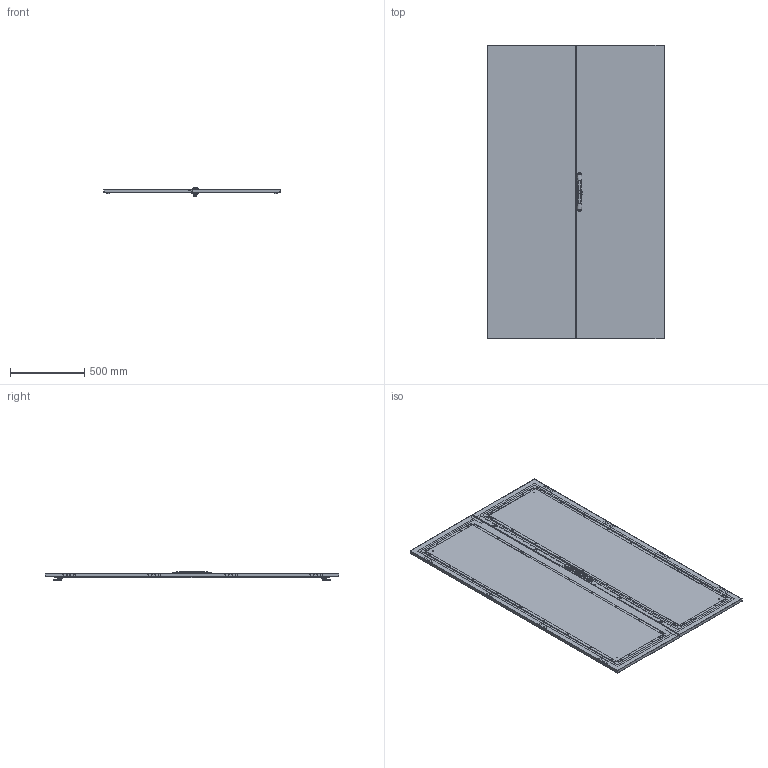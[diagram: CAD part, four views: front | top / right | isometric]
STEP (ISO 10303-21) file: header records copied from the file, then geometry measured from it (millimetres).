
FILE_DESCRIPTION (( 'STEP AP214' ), '1' );
FILE_NAME ('DEB20C.STEP', '2023-08-16T13:29:39', ( '' ), ( '' ), 'SwSTEP 2.0', 'SolidWorks 2021', '' );
FILE_SCHEMA (( 'AUTOMOTIVE_DESIGN' ));
Products named in the file (1): DEB20C
Bounding box: 1190.25 x 1984 x 66.28 mm (x, y, z)
Volume: 3741433.9 mm3; surface area: 6726416.1 mm2
Topology: 11 solids, 30 shells, 4019 faces, 11036 edges, 7172 vertices
Faces by surface type: plane 2030, cylinder 1400, cone 302, bspline 245, torus 40, sphere 2
Full cylindrical faces by diameter (mm): 0.25 x24, 3 x2, 3.4 x2, 3.5 x6, 4 x14, 4.25 x288, 4.3 x2, 4.4 x2, 4.5 x2, 4.9 x8, 4.984 x1, 5 x8, 5.2 x2, 5.5 x1, 6 x18, 6.2 x8, 7 x46, 7.2 x8, 8 x2, 8.104 x3, 9 x72, 10.5 x1, 11.6 x2, 12 x4, 12.8 x2, 13.5 x1, 15 x1, 16 x2, 16.1 x2, 19.8 x2
Entity records: 158651 total; most frequent: CARTESIAN_POINT 60627, ORIENTED_EDGE 20288, DIRECTION 19015, EDGE_CURVE 10144, VERTEX_POINT 6960, AXIS2_PLACEMENT_3D 6812, EDGE_LOOP 5714, VECTOR 5391
